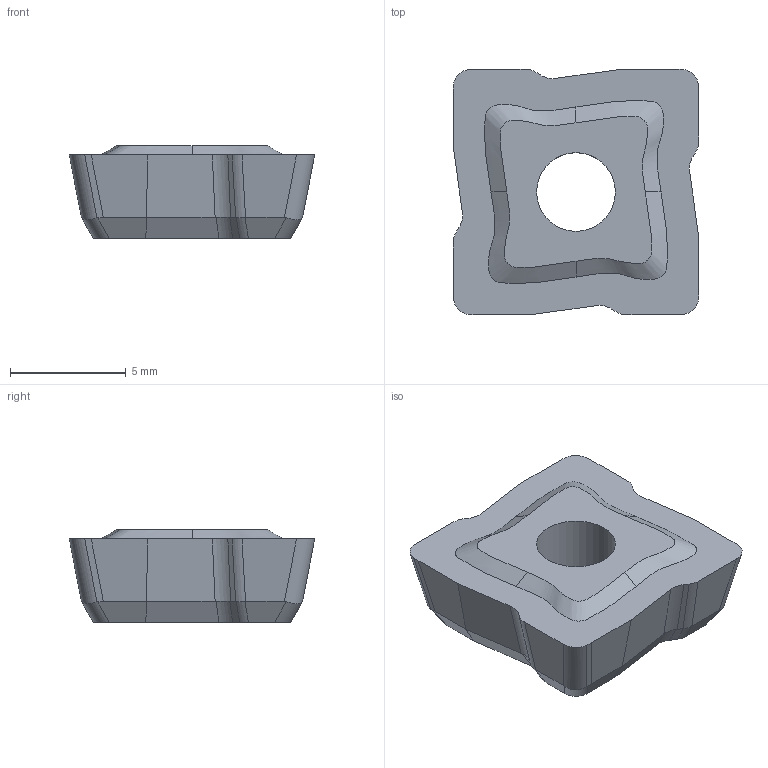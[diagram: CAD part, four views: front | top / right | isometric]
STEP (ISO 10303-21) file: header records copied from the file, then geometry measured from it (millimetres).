
FILE_DESCRIPTION(/* description */ (' '),/* implementation_level */ '2;1');
FILE_NAME(/* name */ 'TCF100408EPV36_GTM.stp',/* time_stamp */ '2018-09-12T11:31:21+05:00',/* author */ (''),/* organization */ (''),/* preprocessor_version */ 'ST-DEVELOPER v15',/* originating_system */ 'SIEMENS PLM Software NX 9.0',/* authorisation */ '');
FILE_SCHEMA (('AUTOMOTIVE_DESIGN { 1 0 10303 214 3 1 1 1 }'));
Length unit declared in the file: millimetre
Products named in the file (1): TCF100408EPV36_GTM
Bounding box: 10.6 x 10.6 x 4 mm (x, y, z)
Volume: 314.6 mm3; surface area: 349.9 mm2
Topology: 1 solids, 1 shells, 68 faces, 239 edges, 218 vertices
Faces by surface type: plane 39, cylinder 25, bspline 4
Full cylindrical faces by diameter (mm): 3.4 x1
Entity records: 3992 total; most frequent: CARTESIAN_POINT 1751, DIRECTION 446, ORIENTED_EDGE 388, EDGE_CURVE 194, AXIS2_PLACEMENT_3D 153, LINE 140, VECTOR 140, VERTEX_POINT 130
